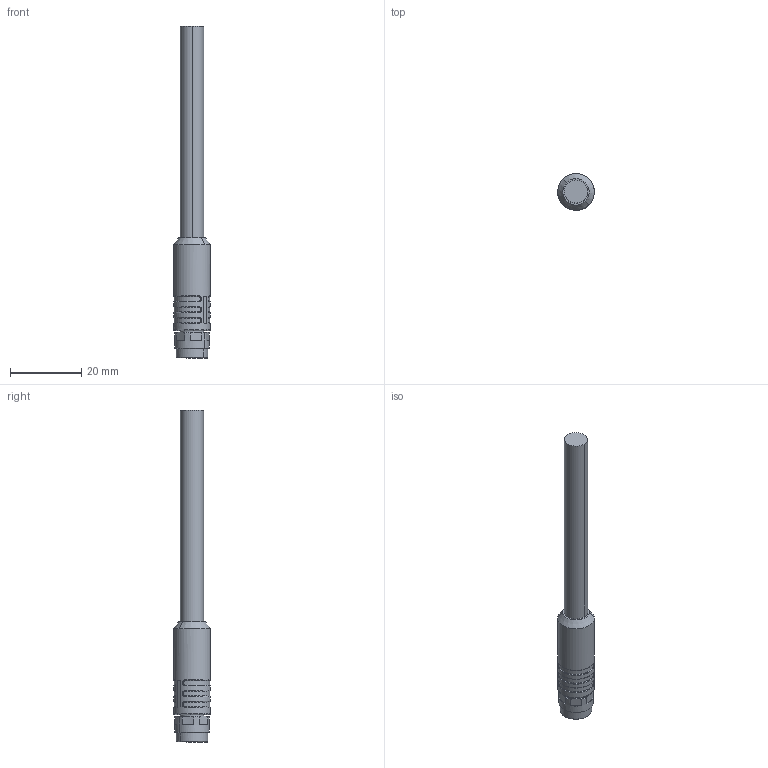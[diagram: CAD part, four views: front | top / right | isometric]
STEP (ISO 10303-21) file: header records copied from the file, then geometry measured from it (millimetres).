
FILE_DESCRIPTION(('CATIA V5 STEP Exchange','CAx-IF Rec.Pracs.--- Model Styling and Organization---1.4--- 2014-01-23'),'2;1');
FILE_NAME ('1173431-2_0_2706260050_2706260050.stp','2023-01-31T08:29:06+00:00',('none'),('Weidmueller'),'CATIA Version 5-6 Release 2016 SP3 HF44','CATIA V5 STEP AP214','none');
FILE_SCHEMA(('AUTOMOTIVE_DESIGN { 1 0 10303 214 1 1 1 1 }'));
Length unit declared in the file: millimetre
Products named in the file (1): 2706260050
Bounding box: 10.29 x 10.3 x 93.05 mm (x, y, z)
Volume: 4463.1 mm3; surface area: 2939 mm2
Topology: 4 solids, 4 shells, 204 faces, 520 edges, 329 vertices
Faces by surface type: cylinder 71, plane 50, torus 33, bspline 24, cone 16, sphere 10
Entity records: 7036 total; most frequent: CARTESIAN_POINT 2673, ORIENTED_EDGE 1024, DIRECTION 671, EDGE_CURVE 512, AXIS2_PLACEMENT_3D 363, VERTEX_POINT 329, EDGE_LOOP 219, ADVANCED_FACE 204
